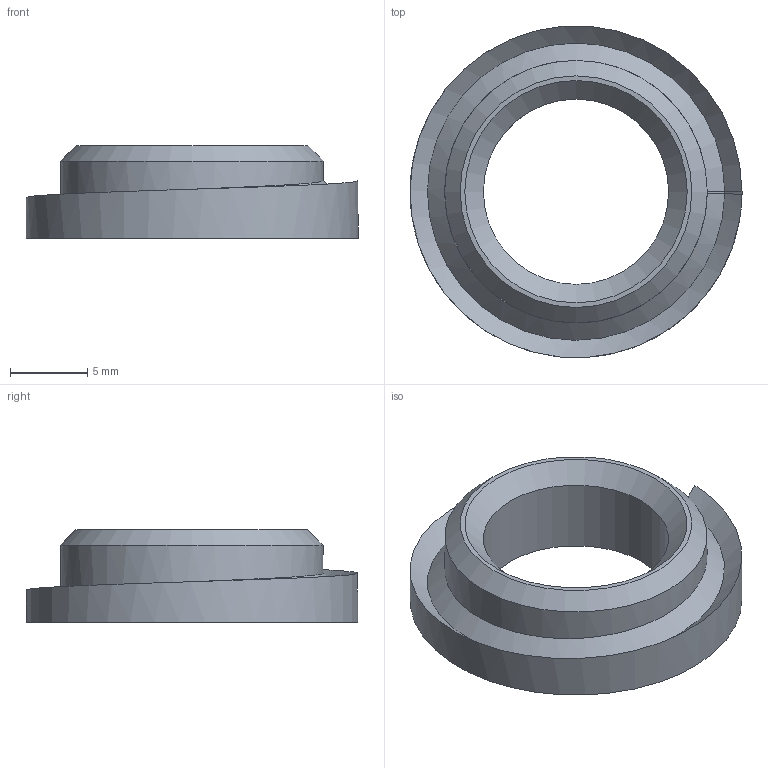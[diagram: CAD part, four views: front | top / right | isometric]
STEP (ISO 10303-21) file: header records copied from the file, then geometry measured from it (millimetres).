
FILE_DESCRIPTION(('FreeCAD Model'),'2;1');
FILE_NAME('Open CASCADE Shape Model','2023-11-11T11:34:35',(''),(''), 'Open CASCADE STEP processor 7.6','FreeCAD','Unknown');
FILE_SCHEMA(('AUTOMOTIVE_DESIGN { 1 0 10303 214 1 1 1 1 }'));
Length unit declared in the file: millimetre
Products named in the file (1): Apextrooper Plunger Spring Bearing Spacer K26 1A
Bounding box: 21.5 x 21.46 x 6 mm (x, y, z)
Volume: 915.9 mm3; surface area: 1080.3 mm2
Topology: 1 solids, 1 shells, 15 faces, 36 edges, 22 vertices
Faces by surface type: plane 8, bspline 3, cone 2, cylinder 2
Full cylindrical faces by diameter (mm): 12 x1, 17 x1
Entity records: 1709 total; most frequent: CARTESIAN_POINT 970, DIRECTION 124, LINE 82, VECTOR 82, ORIENTED_EDGE 72, PCURVE 72, DEFINITIONAL_REPRESENTATION 72, EDGE_CURVE 36
